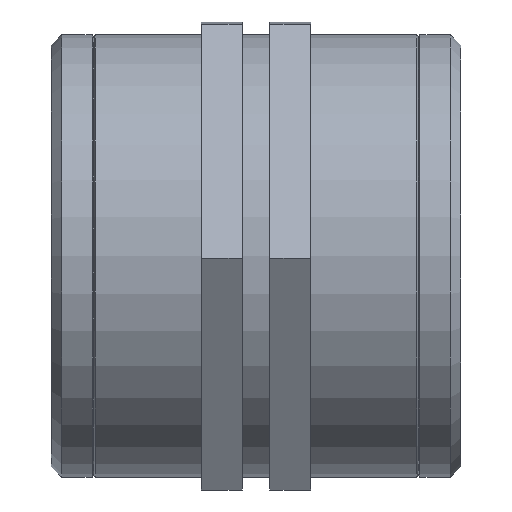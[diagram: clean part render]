
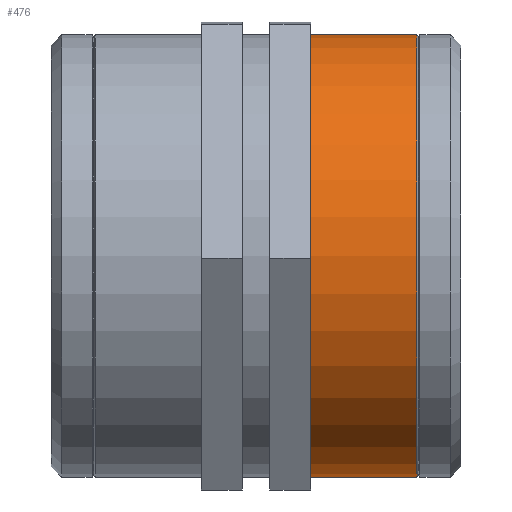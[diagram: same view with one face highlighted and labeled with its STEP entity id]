
A CAD part, top view. The second image highlights one B-rep face of the part: STEP entity #476.
In plain terms, the highlighted cylindrical face has radius 35.625 mm (diameter 71.25 mm), a full revolution.
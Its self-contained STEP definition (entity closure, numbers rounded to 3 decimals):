
#88=CYLINDRICAL_SURFACE('',#518,35.625);
#120=FACE_BOUND('',#188,.T.);
#148=FACE_OUTER_BOUND('',#187,.T.);
#187=EDGE_LOOP('',(#381));
#188=EDGE_LOOP('',(#382));
#232=CIRCLE('',#517,35.625);
#233=CIRCLE('',#519,35.625);
#264=VERTEX_POINT('',#753);
#265=VERTEX_POINT('',#756);
#314=EDGE_CURVE('',#264,#264,#232,.T.);
#315=EDGE_CURVE('',#265,#265,#233,.T.);
#381=ORIENTED_EDGE('',*,*,#314,.F.);
#382=ORIENTED_EDGE('',*,*,#315,.T.);
#476=ADVANCED_FACE('',(#148,#120),#88,.T.);
#517=AXIS2_PLACEMENT_3D('',#754,#607,#608);
#518=AXIS2_PLACEMENT_3D('',#755,#609,#610);
#519=AXIS2_PLACEMENT_3D('',#757,#611,#612);
#607=DIRECTION('center_axis',(1.,0.,0.));
#608=DIRECTION('ref_axis',(0.,0.,-1.));
#609=DIRECTION('center_axis',(1.,0.,0.));
#610=DIRECTION('ref_axis',(0.,1.,0.));
#611=DIRECTION('center_axis',(1.,0.,0.));
#612=DIRECTION('ref_axis',(0.,0.,-1.));
#753=CARTESIAN_POINT('',(25.9,35.625,0.));
#754=CARTESIAN_POINT('Origin',(25.9,0.,0.));
#755=CARTESIAN_POINT('Origin',(17.35,0.,0.));
#756=CARTESIAN_POINT('',(8.8,35.625,0.));
#757=CARTESIAN_POINT('Origin',(8.8,0.,0.));
